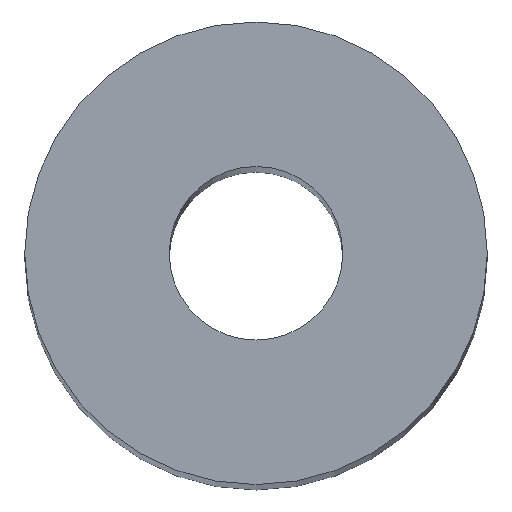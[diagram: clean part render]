
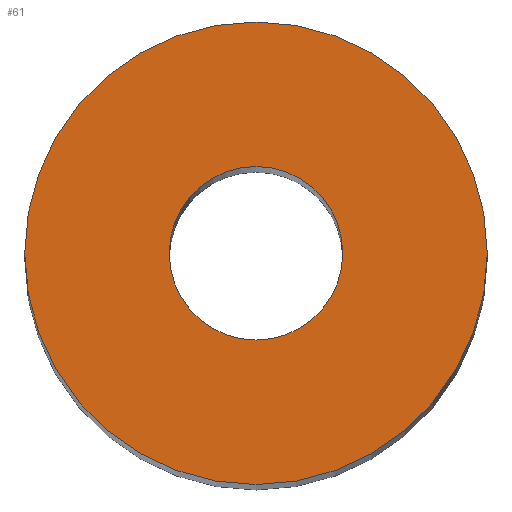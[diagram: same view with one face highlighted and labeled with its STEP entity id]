
A CAD part, top view. The second image highlights one B-rep face of the part: STEP entity #61.
In plain terms, the highlighted planar face has unit normal (0, 0, 1).
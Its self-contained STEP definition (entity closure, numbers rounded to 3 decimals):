
#41=EDGE_CURVE('240[2]',#89,#89,#90,.T.);
#46=EDGE_CURVE('240[2]',#95,#95,#96,.T.);
#61=ADVANCED_FACE('240[2]',(#118,#119),#120,.T.);
#89=VERTEX_POINT('',#141);
#90=CIRCLE('',#142,6.0);
#95=VERTEX_POINT('',#148);
#96=CIRCLE('',#149,2.25);
#118=FACE_OUTER_BOUND('',#177,.T.);
#119=FACE_BOUND('',#178,.T.);
#120=PLANE('',#179);
#141=CARTESIAN_POINT('',(0.,6.,85.0));
#142=AXIS2_PLACEMENT_3D('',#193,#194,#195);
#148=CARTESIAN_POINT('',(0.,2.25,85.0));
#149=AXIS2_PLACEMENT_3D('',#197,#198,#199);
#177=EDGE_LOOP('',(#222));
#178=EDGE_LOOP('',(#223));
#179=AXIS2_PLACEMENT_3D('',#224,#225,#226);
#193=CARTESIAN_POINT('',(0.,0.,85.0));
#194=DIRECTION('',(0.,0.,-1.0));
#195=DIRECTION('',(0.,1.0,0.));
#197=CARTESIAN_POINT('',(0.,0.,85.0));
#198=DIRECTION('',(0.,0.,-1.0));
#199=DIRECTION('',(0.,1.0,0.));
#222=ORIENTED_EDGE('',*,*,#41,.F.);
#223=ORIENTED_EDGE('',*,*,#46,.T.);
#224=CARTESIAN_POINT('',(0.,4.125,85.0));
#225=DIRECTION('',(0.,0.,1.0));
#226=DIRECTION('',(0.,-1.0,0.));
